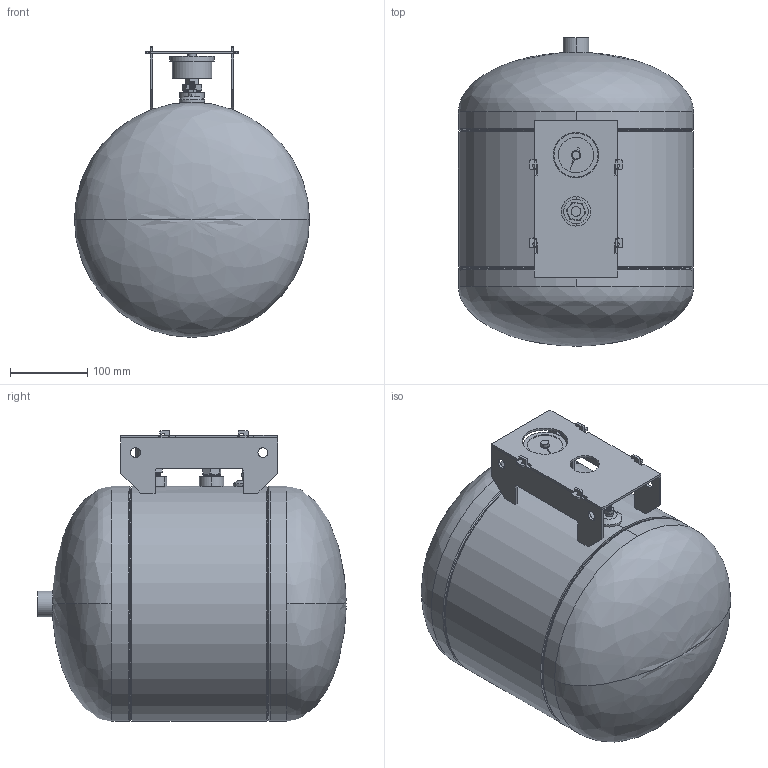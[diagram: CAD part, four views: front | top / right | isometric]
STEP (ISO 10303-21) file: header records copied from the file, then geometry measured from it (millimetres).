
FILE_DESCRIPTION (( 'STEP AP203' ), '1' );
FILE_NAME ('TTA-12.STEP', '2021-03-15T15:23:53', ( '' ), ( '' ), 'SwSTEP 2.0', 'SolidWorks 2021', '' );
FILE_SCHEMA (( 'CONFIG_CONTROL_DESIGN' ));
Length unit declared in the file: inch
Products named in the file (18): 99P3215; 99M0228; 9800401_9800400; 07200310_5081T17; 9200040; 9500010; 99K0777; 9500030; Couplings_9500314; 9800460_03-34; 33032061_Shortest; 99K0776; 99M0229; 99H0071_91280A525; 9500000; TTA-12; 99M0233_Shortest
Assembly tree (23 placements, depth 3):
  TTA-12
    99P3215
    9200040
    9200040
    9500000
    9500010
    9500030
    Couplings_9500314
    9800460_03-34
    07200310_5081T17
    9800401_9800400
    33032061_Shortest
      99M0228
      99M0229
      99H0071_91280A525  x6
      99M0233_Shortest
    99K0776  x2
    99K0777
Bounding box: 304.8 x 399.54 x 377.05 mm (x, y, z)
Volume: 1643797.7 mm3; surface area: 1633862.1 mm2
Topology: 26 solids, 26 shells, 1180 faces, 2972 edges, 1851 vertices
Faces by surface type: cylinder 530, cone 333, plane 220, torus 66, bspline 31
Entity records: 39078 total; most frequent: CARTESIAN_POINT 18710, DIRECTION 3901, ORIENTED_EDGE 3810, EDGE_CURVE 1905, AXIS2_PLACEMENT_3D 1573, VERTEX_POINT 1165, EDGE_LOOP 888, ADVANCED_FACE 790
